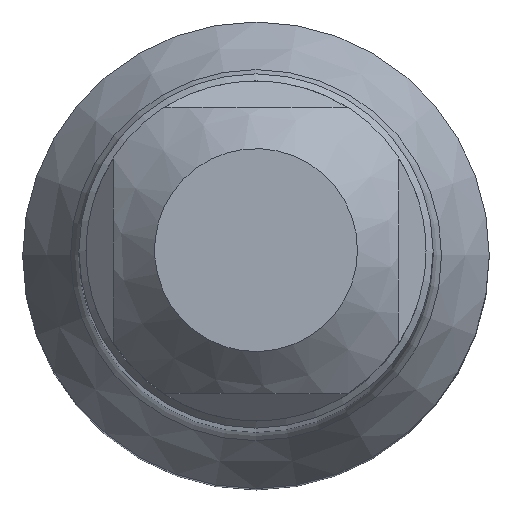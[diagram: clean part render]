
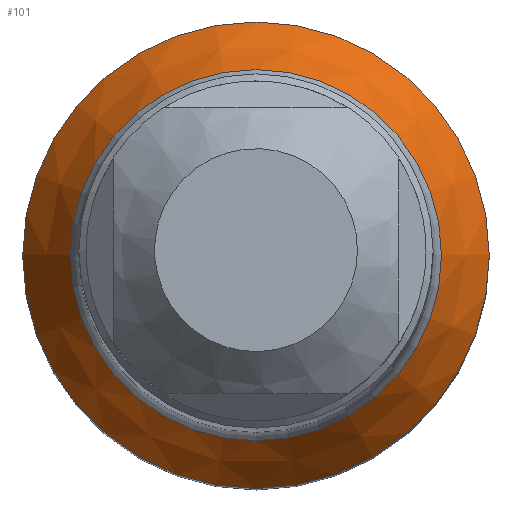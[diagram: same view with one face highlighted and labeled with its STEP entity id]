
A CAD part, top view. The second image highlights one B-rep face of the part: STEP entity #101.
In plain terms, the highlighted conical face has half-angle 30 degrees and reference radius 3.1 mm.
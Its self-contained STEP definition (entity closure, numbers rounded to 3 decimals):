
#95=CONICAL_SURFACE('',#367,3.1,30.);
#101=ADVANCED_FACE('',(#126,#127),#95,.T.);
#126=FACE_BOUND('',#144,.T.);
#127=FACE_BOUND('',#145,.T.);
#144=EDGE_LOOP('',(#174));
#145=EDGE_LOOP('',(#175));
#174=ORIENTED_EDGE('',*,*,#268,.T.);
#175=ORIENTED_EDGE('',*,*,#269,.F.);
#242=VERTEX_POINT('',#531);
#243=VERTEX_POINT('',#533);
#268=EDGE_CURVE('',#242,#242,#302,.T.);
#269=EDGE_CURVE('',#243,#243,#303,.T.);
#302=CIRCLE('',#365,3.247);
#303=CIRCLE('',#366,4.083);
#365=AXIS2_PLACEMENT_3D('',#530,#415,#416);
#366=AXIS2_PLACEMENT_3D('',#532,#417,#418);
#367=AXIS2_PLACEMENT_3D('',#534,#419,#420);
#415=DIRECTION('',(0.,0.,-1.));
#416=DIRECTION('',(-1.,0.,0.));
#417=DIRECTION('',(0.,0.,-1.));
#418=DIRECTION('',(-1.,0.,0.));
#419=DIRECTION('',(0.,0.,-1.));
#420=DIRECTION('',(-1.,0.,0.));
#530=CARTESIAN_POINT('',(0.,0.,-50.552));
#531=CARTESIAN_POINT('',(-3.247,0.,-50.552));
#532=CARTESIAN_POINT('',(0.,0.,-52.));
#533=CARTESIAN_POINT('',(-4.083,0.,-52.));
#534=CARTESIAN_POINT('',(0.,0.,-50.297));
